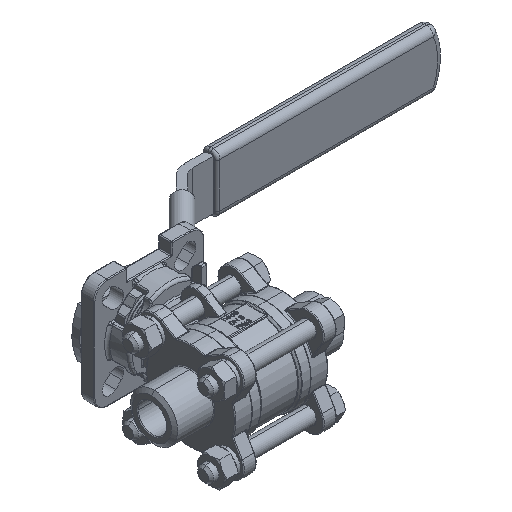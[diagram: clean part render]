
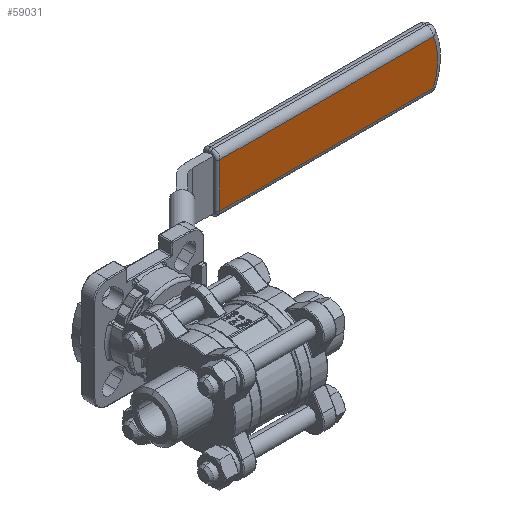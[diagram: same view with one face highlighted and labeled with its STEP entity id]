
A CAD part, isometric view. The second image highlights one B-rep face of the part: STEP entity #59031.
In plain terms, the highlighted planar face has unit normal (0, -1, 0).
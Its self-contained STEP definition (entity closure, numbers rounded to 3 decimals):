
#3221 = EDGE_CURVE ( 'NONE', #9515, #44460, #64512, .T. ) ;
#4210 = VECTOR ( 'NONE', #22864, 1000. ) ;
#4563 = CARTESIAN_POINT ( 'NONE',  ( 143., 64., 8.5 ) ) ;
#6916 = EDGE_LOOP ( 'NONE', ( #59794, #47421, #27609, #16558 ) ) ;
#8142 = AXIS2_PLACEMENT_3D ( 'NONE', #45999, #63757, #42024 ) ;
#8867 = CARTESIAN_POINT ( 'NONE',  ( 138.832, 64., 8.5 ) ) ;
#9515 = VERTEX_POINT ( 'NONE', #70617 ) ;
#15636 = PLANE ( 'NONE',  #25909 ) ;
#16117 = DIRECTION ( 'NONE',  ( 0., 1., 0. ) ) ;
#16558 = ORIENTED_EDGE ( 'NONE', *, *, #69574, .T. ) ;
#21145 = CIRCLE ( 'NONE', #8142, 22.5 ) ;
#22864 = DIRECTION ( 'NONE',  ( 0., 0., -1. ) ) ;
#25174 = FACE_OUTER_BOUND ( 'NONE', #6916, .T. ) ;
#25909 = AXIS2_PLACEMENT_3D ( 'NONE', #70470, #16117, #31728 ) ;
#27609 = ORIENTED_EDGE ( 'NONE', *, *, #53559, .T. ) ;
#29129 = CARTESIAN_POINT ( 'NONE',  ( 140.449, 64., -8.5 ) ) ;
#30807 = CARTESIAN_POINT ( 'NONE',  ( 138.832, 64., -8.5 ) ) ;
#31728 = DIRECTION ( 'NONE',  ( -1., 0., 0. ) ) ;
#39635 = CARTESIAN_POINT ( 'NONE',  ( 57.485, 64., 11. ) ) ;
#39790 = CARTESIAN_POINT ( 'NONE',  ( 57.485, 64., 8.5 ) ) ;
#42024 = DIRECTION ( 'NONE',  ( -1., 0., 0. ) ) ;
#42911 = DIRECTION ( 'NONE',  ( -1., 0., 0. ) ) ;
#44006 = VECTOR ( 'NONE', #55919, 1000. ) ;
#44460 = VERTEX_POINT ( 'NONE', #30807 ) ;
#45999 = CARTESIAN_POINT ( 'NONE',  ( 117.999, 64., 0. ) ) ;
#47421 = ORIENTED_EDGE ( 'NONE', *, *, #3221, .T. ) ;
#50378 = LINE ( 'NONE', #4563, #64113 ) ;
#53559 = EDGE_CURVE ( 'NONE', #44460, #68370, #21145, .T. ) ;
#55881 = EDGE_CURVE ( 'NONE', #63829, #9515, #57281, .T. ) ;
#55919 = DIRECTION ( 'NONE',  ( 1., 0., 0. ) ) ;
#57281 = LINE ( 'NONE', #39635, #4210 ) ;
#59031 = ADVANCED_FACE ( 'NONE', ( #25174 ), #15636, .F. ) ;
#59794 = ORIENTED_EDGE ( 'NONE', *, *, #55881, .T. ) ;
#63757 = DIRECTION ( 'NONE',  ( 0., -1., 0. ) ) ;
#63829 = VERTEX_POINT ( 'NONE', #39790 ) ;
#64113 = VECTOR ( 'NONE', #42911, 1000. ) ;
#64512 = LINE ( 'NONE', #29129, #44006 ) ;
#68370 = VERTEX_POINT ( 'NONE', #8867 ) ;
#69574 = EDGE_CURVE ( 'NONE', #68370, #63829, #50378, .T. ) ;
#70470 = CARTESIAN_POINT ( 'NONE',  ( 143., 64., 11. ) ) ;
#70617 = CARTESIAN_POINT ( 'NONE',  ( 57.485, 64., -8.5 ) ) ;
